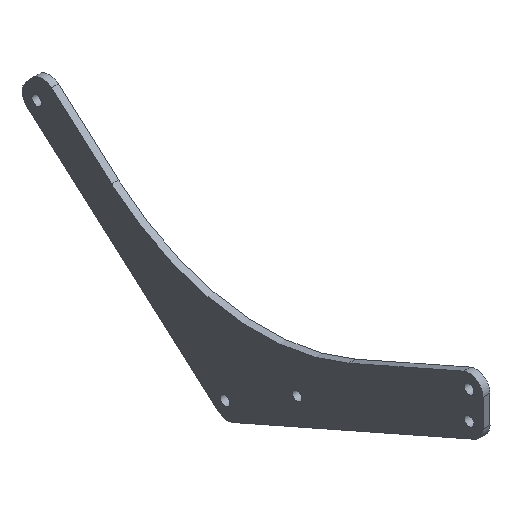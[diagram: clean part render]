
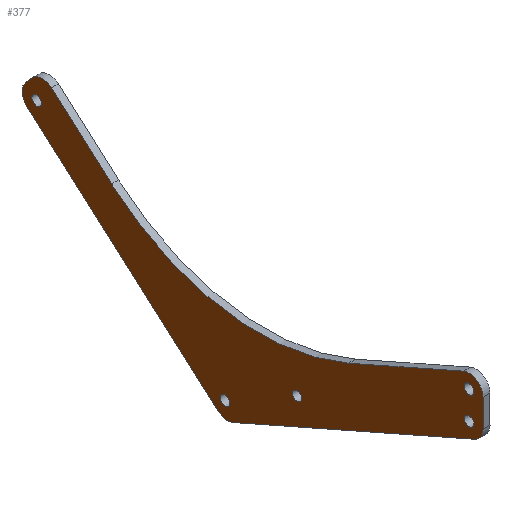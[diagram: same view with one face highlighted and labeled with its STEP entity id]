
A CAD part, isometric view. The second image highlights one B-rep face of the part: STEP entity #377.
In plain terms, the highlighted planar face has unit normal (-1, 0, 0).
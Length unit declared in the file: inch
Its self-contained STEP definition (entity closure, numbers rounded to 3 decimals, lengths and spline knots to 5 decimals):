
#20=FACE_BOUND('',#76,.T.);
#21=FACE_BOUND('',#77,.T.);
#22=FACE_BOUND('',#78,.T.);
#23=FACE_BOUND('',#79,.T.);
#24=FACE_BOUND('',#80,.T.);
#32=PLANE('',#440);
#51=FACE_OUTER_BOUND('',#75,.T.);
#75=EDGE_LOOP('',(#331,#332,#333,#334,#335,#336,#337,#338,#339,#340,#341,
#342));
#76=EDGE_LOOP('',(#343));
#77=EDGE_LOOP('',(#344));
#78=EDGE_LOOP('',(#345));
#79=EDGE_LOOP('',(#346));
#80=EDGE_LOOP('',(#347));
#88=LINE('',#596,#117);
#92=LINE('',#608,#121);
#96=LINE('',#620,#125);
#100=LINE('',#632,#129);
#104=LINE('',#644,#133);
#108=LINE('',#655,#137);
#117=VECTOR('',#488,0.3937);
#121=VECTOR('',#500,0.3937);
#125=VECTOR('',#512,0.3937);
#129=VECTOR('',#524,0.3937);
#133=VECTOR('',#536,0.3937);
#137=VECTOR('',#548,0.3937);
#140=CIRCLE('',#402,0.086);
#142=CIRCLE('',#405,0.086);
#144=CIRCLE('',#408,0.0825);
#146=CIRCLE('',#411,0.086);
#148=CIRCLE('',#414,0.086);
#149=CIRCLE('',#416,0.25);
#151=CIRCLE('',#420,0.25);
#153=CIRCLE('',#424,0.25);
#155=CIRCLE('',#428,4.);
#157=CIRCLE('',#432,0.25);
#159=CIRCLE('',#436,0.25);
#162=VERTEX_POINT('',#558);
#164=VERTEX_POINT('',#564);
#166=VERTEX_POINT('',#570);
#168=VERTEX_POINT('',#576);
#170=VERTEX_POINT('',#582);
#171=VERTEX_POINT('',#586);
#172=VERTEX_POINT('',#587);
#175=VERTEX_POINT('',#595);
#177=VERTEX_POINT('',#601);
#179=VERTEX_POINT('',#607);
#181=VERTEX_POINT('',#613);
#183=VERTEX_POINT('',#619);
#185=VERTEX_POINT('',#625);
#187=VERTEX_POINT('',#631);
#189=VERTEX_POINT('',#637);
#191=VERTEX_POINT('',#643);
#193=VERTEX_POINT('',#649);
#197=EDGE_CURVE('',#162,#162,#140,.T.);
#200=EDGE_CURVE('',#164,#164,#142,.T.);
#203=EDGE_CURVE('',#166,#166,#144,.T.);
#206=EDGE_CURVE('',#168,#168,#146,.T.);
#209=EDGE_CURVE('',#170,#170,#148,.T.);
#210=EDGE_CURVE('',#171,#172,#149,.T.);
#214=EDGE_CURVE('',#175,#171,#88,.T.);
#217=EDGE_CURVE('',#177,#175,#151,.T.);
#220=EDGE_CURVE('',#179,#177,#92,.T.);
#223=EDGE_CURVE('',#181,#179,#153,.T.);
#226=EDGE_CURVE('',#183,#181,#96,.T.);
#229=EDGE_CURVE('',#185,#183,#155,.T.);
#232=EDGE_CURVE('',#187,#185,#100,.T.);
#235=EDGE_CURVE('',#189,#187,#157,.T.);
#238=EDGE_CURVE('',#191,#189,#104,.T.);
#241=EDGE_CURVE('',#193,#191,#159,.T.);
#244=EDGE_CURVE('',#172,#193,#108,.T.);
#331=ORIENTED_EDGE('',*,*,#244,.F.);
#332=ORIENTED_EDGE('',*,*,#210,.F.);
#333=ORIENTED_EDGE('',*,*,#214,.F.);
#334=ORIENTED_EDGE('',*,*,#217,.F.);
#335=ORIENTED_EDGE('',*,*,#220,.F.);
#336=ORIENTED_EDGE('',*,*,#223,.F.);
#337=ORIENTED_EDGE('',*,*,#226,.F.);
#338=ORIENTED_EDGE('',*,*,#229,.F.);
#339=ORIENTED_EDGE('',*,*,#232,.F.);
#340=ORIENTED_EDGE('',*,*,#235,.F.);
#341=ORIENTED_EDGE('',*,*,#238,.F.);
#342=ORIENTED_EDGE('',*,*,#241,.F.);
#343=ORIENTED_EDGE('',*,*,#209,.F.);
#344=ORIENTED_EDGE('',*,*,#206,.F.);
#345=ORIENTED_EDGE('',*,*,#203,.F.);
#346=ORIENTED_EDGE('',*,*,#200,.F.);
#347=ORIENTED_EDGE('',*,*,#197,.F.);
#377=ADVANCED_FACE('',(#51,#20,#21,#22,#23,#24),#32,.F.);
#402=AXIS2_PLACEMENT_3D('',#560,#448,#449);
#405=AXIS2_PLACEMENT_3D('',#566,#455,#456);
#408=AXIS2_PLACEMENT_3D('',#572,#462,#463);
#411=AXIS2_PLACEMENT_3D('',#578,#469,#470);
#414=AXIS2_PLACEMENT_3D('',#584,#476,#477);
#416=AXIS2_PLACEMENT_3D('',#588,#480,#481);
#420=AXIS2_PLACEMENT_3D('',#602,#493,#494);
#424=AXIS2_PLACEMENT_3D('',#614,#505,#506);
#428=AXIS2_PLACEMENT_3D('',#626,#517,#518);
#432=AXIS2_PLACEMENT_3D('',#638,#529,#530);
#436=AXIS2_PLACEMENT_3D('',#650,#541,#542);
#440=AXIS2_PLACEMENT_3D('',#658,#552,#553);
#448=DIRECTION('center_axis',(-1.,0.,0.));
#449=DIRECTION('ref_axis',(0.,0.,1.));
#455=DIRECTION('center_axis',(-1.,0.,0.));
#456=DIRECTION('ref_axis',(0.,0.,1.));
#462=DIRECTION('center_axis',(-1.,0.,0.));
#463=DIRECTION('ref_axis',(0.,-1.,0.));
#469=DIRECTION('center_axis',(-1.,0.,0.));
#470=DIRECTION('ref_axis',(0.,0.,1.));
#476=DIRECTION('center_axis',(-1.,0.,0.));
#477=DIRECTION('ref_axis',(0.,0.,1.));
#480=DIRECTION('center_axis',(1.,0.,0.));
#481=DIRECTION('ref_axis',(0.,-0.403,-0.915));
#488=DIRECTION('',(0.,0.915,-0.403));
#493=DIRECTION('center_axis',(1.,0.,0.));
#494=DIRECTION('ref_axis',(0.,-1.,0.));
#500=DIRECTION('',(0.,0.,-1.));
#505=DIRECTION('center_axis',(1.,0.,0.));
#506=DIRECTION('ref_axis',(0.,0.403,0.915));
#512=DIRECTION('',(0.,-0.915,0.403));
#517=DIRECTION('center_axis',(-1.,0.,0.));
#518=DIRECTION('ref_axis',(0.,0.403,0.915));
#524=DIRECTION('',(0.,-0.751,-0.661));
#529=DIRECTION('center_axis',(1.,0.,0.));
#530=DIRECTION('ref_axis',(0.,0.751,0.661));
#536=DIRECTION('',(0.,-0.661,0.751));
#541=DIRECTION('center_axis',(1.,0.,0.));
#542=DIRECTION('ref_axis',(0.,0.661,-0.751));
#548=DIRECTION('',(0.,0.751,0.661));
#552=DIRECTION('center_axis',(1.,0.,0.));
#553=DIRECTION('ref_axis',(0.,0.,-1.));
#558=CARTESIAN_POINT('',(0.,0.,-0.086));
#560=CARTESIAN_POINT('Origin',(0.,0.,0.));
#564=CARTESIAN_POINT('',(0.,7.758,0.5193));
#566=CARTESIAN_POINT('Origin',(0.,7.758,0.6053));
#570=CARTESIAN_POINT('',(0.,3.16968,-1.64985));
#572=CARTESIAN_POINT('Origin',(0.,3.08718,-1.64985));
#576=CARTESIAN_POINT('',(0.,4.3794,-2.45309));
#578=CARTESIAN_POINT('Origin',(0.,4.3794,-2.36709));
#582=CARTESIAN_POINT('',(0.,0.,-0.586));
#584=CARTESIAN_POINT('Origin',(0.,0.,-0.5));
#586=CARTESIAN_POINT('',(0.,4.23337,-2.63581));
#587=CARTESIAN_POINT('',(0.,4.49918,-2.59468));
#588=CARTESIAN_POINT('Origin',(0.,4.33405,-2.40698));
#595=CARTESIAN_POINT('',(0.,-0.10068,-0.72883));
#596=CARTESIAN_POINT('',(0.,-0.10068,-0.72883));
#601=CARTESIAN_POINT('',(0.,-0.25,-0.5));
#602=CARTESIAN_POINT('Origin',(0.,0.,-0.5));
#607=CARTESIAN_POINT('',(0.,-0.25,0.));
#608=CARTESIAN_POINT('',(0.,-0.25,0.));
#613=CARTESIAN_POINT('',(0.,0.10068,0.22883));
#614=CARTESIAN_POINT('Origin',(0.,0.,0.));
#619=CARTESIAN_POINT('',(0.,2.16158,-0.67796));
#620=CARTESIAN_POINT('',(0.,2.16158,-0.67796));
#625=CARTESIAN_POINT('',(0.,6.41465,-0.0199));
#626=CARTESIAN_POINT('Origin',(0.,3.77253,2.9833));
#631=CARTESIAN_POINT('',(0.,7.49579,0.93124));
#632=CARTESIAN_POINT('',(0.,7.49579,0.93124));
#637=CARTESIAN_POINT('',(0.,7.84862,0.90868));
#638=CARTESIAN_POINT('Origin',(0.,7.66092,0.74354));
#643=CARTESIAN_POINT('',(0.,7.95953,0.7826));
#644=CARTESIAN_POINT('',(0.,7.95953,0.7826));
#649=CARTESIAN_POINT('',(0.,7.93697,0.42977));
#650=CARTESIAN_POINT('Origin',(0.,7.77183,0.61747));
#655=CARTESIAN_POINT('',(0.,4.49918,-2.59468));
#658=CARTESIAN_POINT('Origin',(0.,3.88592,-0.83172));
